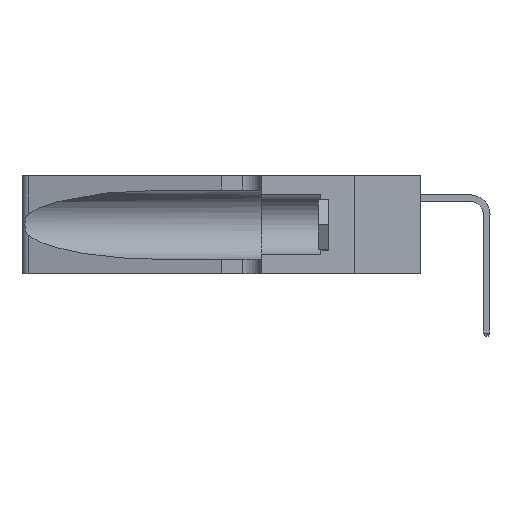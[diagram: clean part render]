
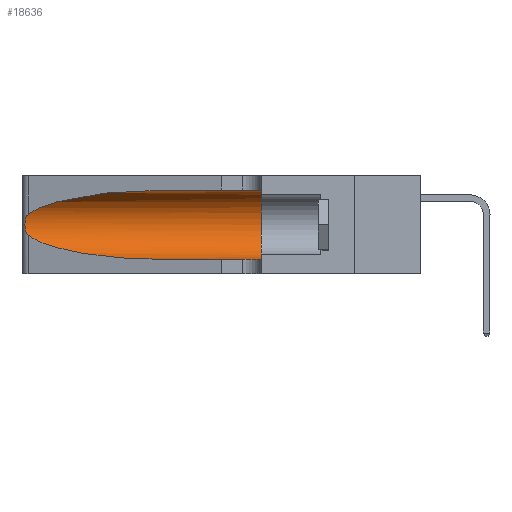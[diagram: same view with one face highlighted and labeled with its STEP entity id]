
A CAD part, left-side view. The second image highlights one B-rep face of the part: STEP entity #18636.
In plain terms, the highlighted cylindrical face has radius 3.308 mm (diameter 6.617 mm), a partial arc.
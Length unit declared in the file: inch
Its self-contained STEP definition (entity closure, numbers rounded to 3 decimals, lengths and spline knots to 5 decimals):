
#332 = VERTEX_POINT ( 'NONE', #14413 ) ;
#1638 = CARTESIAN_POINT ( 'NONE',  ( 0.25639, 1.23186, 0.15144 ) ) ;
#2210 = CARTESIAN_POINT ( 'NONE',  ( 0.1305, 0.35, 0.185 ) ) ;
#2526 =( BOUNDED_CURVE ( )  B_SPLINE_CURVE ( 3, ( #21646, #7045, #25799, #13466 ),
 .UNSPECIFIED., .F., .T. ) 
 B_SPLINE_CURVE_WITH_KNOTS ( ( 4, 4 ),
 ( 3.44316, 4.71239 ),
 .UNSPECIFIED. ) 
 CURVE ( )  GEOMETRIC_REPRESENTATION_ITEM ( )  RATIONAL_B_SPLINE_CURVE ( ( 1., 0.87, 0.87, 1. ) ) 
 REPRESENTATION_ITEM ( '' )  );
#2876 = ORIENTED_EDGE ( 'NONE', *, *, #20574, .T. ) ;
#2888 = VERTEX_POINT ( 'NONE', #26958 ) ;
#2952 = EDGE_CURVE ( 'NONE', #5089, #2888, #20742, .T. ) ;
#3204 = VECTOR ( 'NONE', #6151, 39.37008 ) ;
#3741 = CARTESIAN_POINT ( 'NONE',  ( 0.25487, 1.22718, 0.14631 ) ) ;
#3869 = LINE ( 'NONE', #26921, #3204 ) ;
#4046 = CARTESIAN_POINT ( 'NONE',  ( 0.1305, 0.72297, 0.31525 ) ) ;
#4143 = AXIS2_PLACEMENT_3D ( 'NONE', #2210, #16955, #4344 ) ;
#4158 = CARTESIAN_POINT ( 'NONE',  ( 0.25787, 1.23484, 0.2124 ) ) ;
#4344 = DIRECTION ( 'NONE',  ( 0., 0., 1. ) ) ;
#5089 = VERTEX_POINT ( 'NONE', #8918 ) ;
#5168 = VERTEX_POINT ( 'NONE', #23585 ) ;
#5201 = CARTESIAN_POINT ( 'NONE',  ( 0.2373, 1.15595, 0.28018 ) ) ;
#5287 = DIRECTION ( 'NONE',  ( 0., 0., -1. ) ) ;
#5757 = ORIENTED_EDGE ( 'NONE', *, *, #13961, .T. ) ;
#6151 = DIRECTION ( 'NONE',  ( 0., -1., 0. ) ) ;
#6264 = DIRECTION ( 'NONE',  ( 0., -1., 0. ) ) ;
#7045 = CARTESIAN_POINT ( 'NONE',  ( 0.2373, 1.15595, 0.08982 ) ) ;
#7485 = CARTESIAN_POINT ( 'NONE',  ( 0.1305, 1.61858, 0.185 ) ) ;
#7567 = FACE_OUTER_BOUND ( 'NONE', #12985, .T. ) ;
#8107 = VERTEX_POINT ( 'NONE', #9877 ) ;
#8918 = CARTESIAN_POINT ( 'NONE',  ( 0.1305, 0.35, 0.31525 ) ) ;
#9877 = CARTESIAN_POINT ( 'NONE',  ( 0.25487, 1.22718, 0.14631 ) ) ;
#9881 = VERTEX_POINT ( 'NONE', #4046 ) ;
#9896 = ORIENTED_EDGE ( 'NONE', *, *, #19382, .F. ) ;
#10075 = CARTESIAN_POINT ( 'NONE',  ( 0.26075, 1.23896, 0.19203 ) ) ;
#10487 = CARTESIAN_POINT ( 'NONE',  ( 0.25487, 1.22718, 0.22369 ) ) ;
#12200 = CARTESIAN_POINT ( 'NONE',  ( 0.26017, 1.23833, 0.17102 ) ) ;
#12237 = ORIENTED_EDGE ( 'NONE', *, *, #26592, .T. ) ;
#12810 = ORIENTED_EDGE ( 'NONE', *, *, #2952, .F. ) ;
#12985 = EDGE_LOOP ( 'NONE', ( #5757, #23501, #2876, #12237, #12810, #9896 ) ) ;
#13466 = CARTESIAN_POINT ( 'NONE',  ( 0.1305, 0.72297, 0.05475 ) ) ;
#13961 = EDGE_CURVE ( 'NONE', #9881, #332, #15244, .T. ) ;
#14331 = CARTESIAN_POINT ( 'NONE',  ( 0.25789, 1.23486, 0.15765 ) ) ;
#14413 = CARTESIAN_POINT ( 'NONE',  ( 0.25487, 1.22718, 0.22369 ) ) ;
#15244 =( BOUNDED_CURVE ( )  B_SPLINE_CURVE ( 3, ( #15722, #17789, #5201, #19844 ),
 .UNSPECIFIED., .F., .T. ) 
 B_SPLINE_CURVE_WITH_KNOTS ( ( 4, 4 ),
 ( 1.5708, 2.84003 ),
 .UNSPECIFIED. ) 
 CURVE ( )  GEOMETRIC_REPRESENTATION_ITEM ( )  RATIONAL_B_SPLINE_CURVE ( ( 1., 0.87, 0.87, 1. ) ) 
 REPRESENTATION_ITEM ( '' )  );
#15722 = CARTESIAN_POINT ( 'NONE',  ( 0.1305, 0.72297, 0.31525 ) ) ;
#16385 = CARTESIAN_POINT ( 'NONE',  ( 0.25555, 1.22993, 0.14849 ) ) ;
#16793 = CARTESIAN_POINT ( 'NONE',  ( 0.25639, 1.23184, 0.21858 ) ) ;
#16955 = DIRECTION ( 'NONE',  ( 0., 1., 0. ) ) ;
#17227 = B_SPLINE_CURVE_WITH_KNOTS ( 'NONE', 3,
 ( #10487, #22893, #16793, #4158, #18849, #22470, #10075, #24555, #12200, #26640, #14331, #1638, #16385, #3741 ),
 .UNSPECIFIED., .F., .F.,
 ( 4, 2, 2, 2, 2, 2, 4 ),
 ( 0., 0.00027, 0.00053, 0.00107, 0.0016, 0.00187, 0.00214 ),
 .UNSPECIFIED. ) ;
#17789 = CARTESIAN_POINT ( 'NONE',  ( 0.18966, 0.96281, 0.31525 ) ) ;
#18074 = CYLINDRICAL_SURFACE ( 'NONE', #23488, 0.13025 ) ;
#18636 = ADVANCED_FACE ( 'NONE', ( #7567 ), #18074, .F. ) ;
#18849 = CARTESIAN_POINT ( 'NONE',  ( 0.25854, 1.2359, 0.20912 ) ) ;
#19382 = EDGE_CURVE ( 'NONE', #9881, #5089, #3869, .T. ) ;
#19743 = VECTOR ( 'NONE', #6264, 39.37008 ) ;
#19844 = CARTESIAN_POINT ( 'NONE',  ( 0.25487, 1.22718, 0.22369 ) ) ;
#20574 = EDGE_CURVE ( 'NONE', #8107, #5168, #2526, .T. ) ;
#20742 = CIRCLE ( 'NONE', #4143, 0.13025 ) ;
#21646 = CARTESIAN_POINT ( 'NONE',  ( 0.25487, 1.22718, 0.14631 ) ) ;
#22069 = DIRECTION ( 'NONE',  ( 0., -1., 0. ) ) ;
#22470 = CARTESIAN_POINT ( 'NONE',  ( 0.26018, 1.23835, 0.19895 ) ) ;
#22748 = EDGE_CURVE ( 'NONE', #332, #8107, #17227, .T. ) ;
#22893 = CARTESIAN_POINT ( 'NONE',  ( 0.25555, 1.22994, 0.2215 ) ) ;
#23488 = AXIS2_PLACEMENT_3D ( 'NONE', #7485, #22069, #5287 ) ;
#23501 = ORIENTED_EDGE ( 'NONE', *, *, #22748, .T. ) ;
#23585 = CARTESIAN_POINT ( 'NONE',  ( 0.1305, 0.72297, 0.05475 ) ) ;
#24555 = CARTESIAN_POINT ( 'NONE',  ( 0.26075, 1.23896, 0.178 ) ) ;
#24934 = CARTESIAN_POINT ( 'NONE',  ( 0.1305, 1.61858, 0.05475 ) ) ;
#25193 = LINE ( 'NONE', #24934, #19743 ) ;
#25799 = CARTESIAN_POINT ( 'NONE',  ( 0.18966, 0.96281, 0.05475 ) ) ;
#26592 = EDGE_CURVE ( 'NONE', #5168, #2888, #25193, .T. ) ;
#26640 = CARTESIAN_POINT ( 'NONE',  ( 0.25856, 1.23593, 0.16098 ) ) ;
#26921 = CARTESIAN_POINT ( 'NONE',  ( 0.1305, 1.61858, 0.31525 ) ) ;
#26958 = CARTESIAN_POINT ( 'NONE',  ( 0.1305, 0.35, 0.05475 ) ) ;
